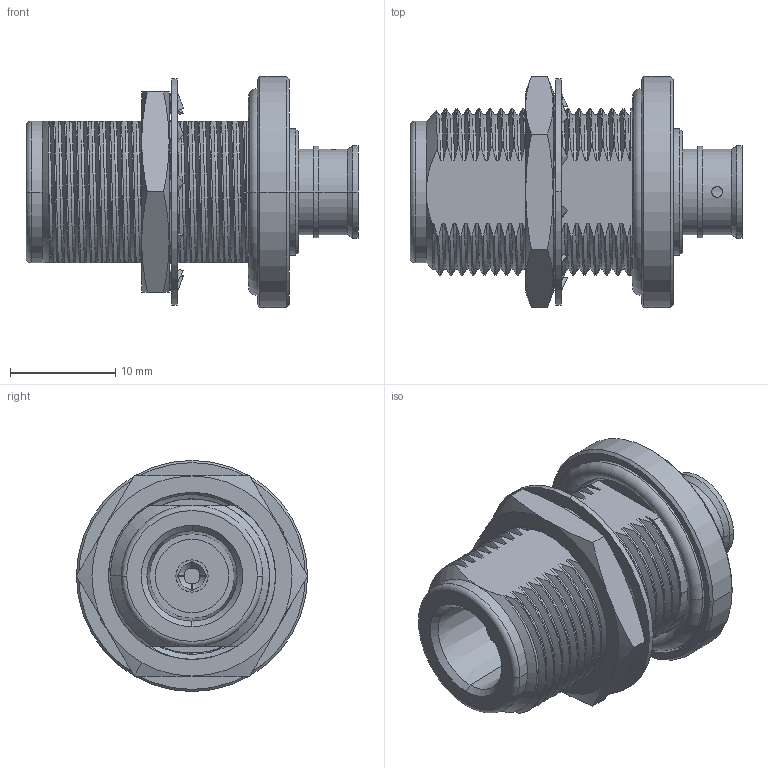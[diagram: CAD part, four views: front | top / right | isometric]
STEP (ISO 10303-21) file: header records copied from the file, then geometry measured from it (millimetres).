
FILE_DESCRIPTION (( 'STEP AP214' ), '1' );
FILE_NAME ('FMCN1707.step', '2021-01-28T21:30:28', ( '' ), ( '' ), 'SwSTEP 2.0', 'SolidWorks 2018', '' );
FILE_SCHEMA (( 'AUTOMOTIVE_DESIGN' ));
Length unit declared in the file: inch
Products named in the file (1): FMCN1707
Bounding box: 31.6 x 22 x 22 mm (x, y, z)
Volume: 4977.2 mm3; surface area: 4354.1 mm2
Topology: 4 solids, 4 shells, 358 faces, 1024 edges, 682 vertices
Faces by surface type: bspline 153, cylinder 110, plane 50, cone 39, torus 6
Entity records: 84184 total; most frequent: CARTESIAN_POINT 76612, ORIENTED_EDGE 2048, EDGE_CURVE 1024, DIRECTION 1001, VERTEX_POINT 682, EDGE_LOOP 374, AXIS2_PLACEMENT_3D 365, FACE_OUTER_BOUND 358
